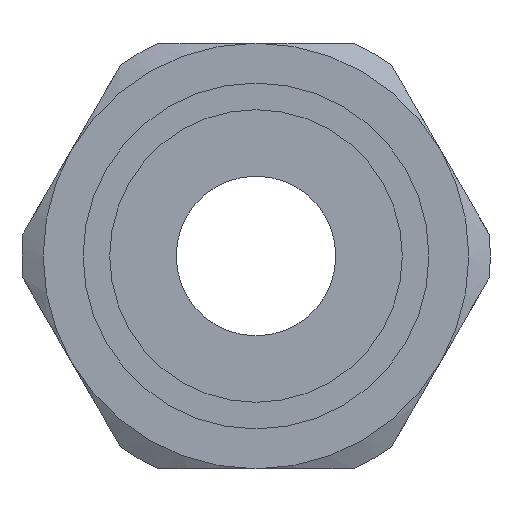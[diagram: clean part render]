
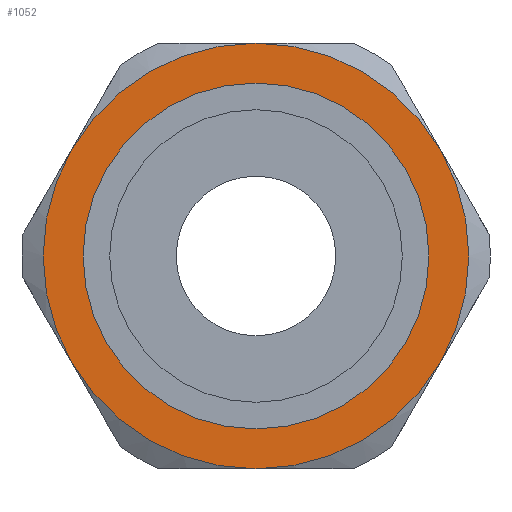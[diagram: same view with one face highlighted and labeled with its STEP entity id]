
A CAD part, front view. The second image highlights one B-rep face of the part: STEP entity #1052.
In plain terms, the highlighted planar face has unit normal (0, -1, 0).
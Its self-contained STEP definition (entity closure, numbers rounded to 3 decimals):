
#194=PLANE('',#1149);
#222=CIRCLE('',#1115,6.5);
#223=CIRCLE('',#1116,6.5);
#234=CIRCLE('',#1138,8.);
#240=CIRCLE('',#1150,8.);
#241=CIRCLE('',#1151,8.);
#242=CIRCLE('',#1152,8.);
#243=CIRCLE('',#1153,8.);
#244=CIRCLE('',#1154,8.);
#290=VERTEX_POINT('',#1548);
#292=VERTEX_POINT('',#1552);
#315=VERTEX_POINT('',#1649);
#317=VERTEX_POINT('',#1659);
#323=VERTEX_POINT('',#1680);
#324=VERTEX_POINT('',#1682);
#325=VERTEX_POINT('',#1684);
#326=VERTEX_POINT('',#1686);
#450=EDGE_CURVE('',#292,#290,#222,.F.);
#451=EDGE_CURVE('',#290,#292,#223,.F.);
#486=EDGE_CURVE('',#315,#317,#234,.F.);
#494=EDGE_CURVE('',#317,#323,#240,.T.);
#495=EDGE_CURVE('',#323,#324,#241,.T.);
#496=EDGE_CURVE('',#324,#325,#242,.T.);
#497=EDGE_CURVE('',#325,#326,#243,.T.);
#498=EDGE_CURVE('',#326,#315,#244,.T.);
#665=ORIENTED_EDGE('',*,*,#450,.T.);
#666=ORIENTED_EDGE('',*,*,#451,.T.);
#667=ORIENTED_EDGE('',*,*,#494,.T.);
#668=ORIENTED_EDGE('',*,*,#495,.T.);
#669=ORIENTED_EDGE('',*,*,#496,.T.);
#670=ORIENTED_EDGE('',*,*,#497,.T.);
#671=ORIENTED_EDGE('',*,*,#498,.T.);
#672=ORIENTED_EDGE('',*,*,#486,.T.);
#902=EDGE_LOOP('',(#665,#666));
#903=EDGE_LOOP('',(#667,#668,#669,#670,#671,#672));
#979=FACE_BOUND('',#902,.T.);
#980=FACE_BOUND('',#903,.T.);
#1052=ADVANCED_FACE('',(#979,#980),#194,.F.);
#1115=AXIS2_PLACEMENT_3D('',#1551,#1266,#1267);
#1116=AXIS2_PLACEMENT_3D('',#1553,#1268,#1269);
#1138=AXIS2_PLACEMENT_3D('',#1660,#1316,#1317);
#1149=AXIS2_PLACEMENT_3D('',#1678,#1337,$);
#1150=AXIS2_PLACEMENT_3D('',#1679,#1338,#1339);
#1151=AXIS2_PLACEMENT_3D('',#1681,#1340,#1341);
#1152=AXIS2_PLACEMENT_3D('',#1683,#1342,#1343);
#1153=AXIS2_PLACEMENT_3D('',#1685,#1344,#1345);
#1154=AXIS2_PLACEMENT_3D('',#1687,#1346,#1347);
#1266=DIRECTION('',(0.,-1.,0.));
#1267=DIRECTION('',(0.,0.,-6.5));
#1268=DIRECTION('',(0.,-1.,0.));
#1269=DIRECTION('',(0.,0.,-6.5));
#1316=DIRECTION('',(0.,1.,0.));
#1317=DIRECTION('',(0.,0.,8.));
#1337=DIRECTION('',(0.,1.,0.));
#1338=DIRECTION('',(0.,-1.,0.));
#1339=DIRECTION('',(0.,0.,8.));
#1340=DIRECTION('',(0.,-1.,0.));
#1341=DIRECTION('',(0.,0.,8.));
#1342=DIRECTION('',(0.,-1.,0.));
#1343=DIRECTION('',(0.,0.,8.));
#1344=DIRECTION('',(0.,-1.,0.));
#1345=DIRECTION('',(0.,0.,8.));
#1346=DIRECTION('',(0.,-1.,0.));
#1347=DIRECTION('',(0.,0.,8.));
#1548=CARTESIAN_POINT('',(0.,8.1,-6.5));
#1551=CARTESIAN_POINT('',(0.,8.1,0.));
#1552=CARTESIAN_POINT('',(0.,8.1,6.5));
#1553=CARTESIAN_POINT('',(0.,8.1,0.));
#1649=CARTESIAN_POINT('',(-6.928,8.1,-4.));
#1659=CARTESIAN_POINT('',(0.,8.1,-8.));
#1660=CARTESIAN_POINT('',(0.,8.1,0.));
#1678=CARTESIAN_POINT('',(8.,8.1,0.));
#1679=CARTESIAN_POINT('',(0.,8.1,0.));
#1680=CARTESIAN_POINT('',(6.928,8.1,-4.));
#1681=CARTESIAN_POINT('',(0.,8.1,0.));
#1682=CARTESIAN_POINT('',(6.928,8.1,4.));
#1683=CARTESIAN_POINT('',(0.,8.1,0.));
#1684=CARTESIAN_POINT('',(0.,8.1,8.));
#1685=CARTESIAN_POINT('',(0.,8.1,0.));
#1686=CARTESIAN_POINT('',(-6.928,8.1,4.));
#1687=CARTESIAN_POINT('',(0.,8.1,0.));
